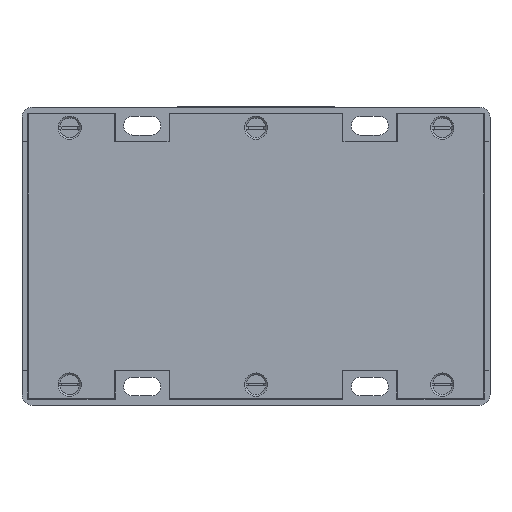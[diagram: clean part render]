
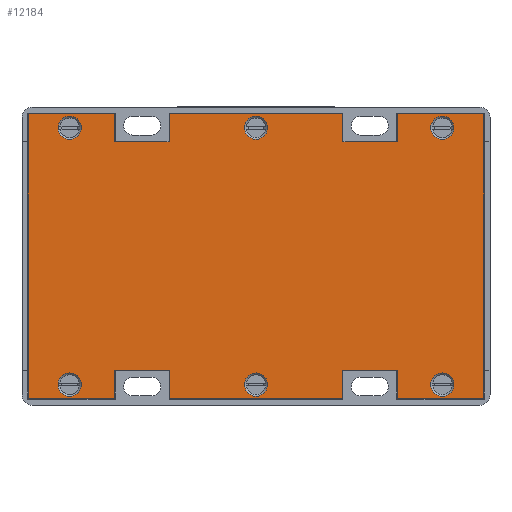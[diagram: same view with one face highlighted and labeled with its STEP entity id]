
A CAD part, front view. The second image highlights one B-rep face of the part: STEP entity #12184.
In plain terms, the highlighted planar face has unit normal (0, -1, 0).
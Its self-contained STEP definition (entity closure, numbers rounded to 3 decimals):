
#565=LINE('',#18030,#2151);
#566=LINE('',#18044,#2152);
#567=LINE('',#18046,#2153);
#568=LINE('',#18048,#2154);
#569=LINE('',#18050,#2155);
#570=LINE('',#18052,#2156);
#571=LINE('',#18054,#2157);
#572=LINE('',#18056,#2158);
#573=LINE('',#18058,#2159);
#574=LINE('',#18060,#2160);
#575=LINE('',#18062,#2161);
#576=LINE('',#18064,#2162);
#577=LINE('',#18066,#2163);
#578=LINE('',#18068,#2164);
#579=LINE('',#18070,#2165);
#580=LINE('',#18072,#2166);
#581=LINE('',#18074,#2167);
#582=LINE('',#18076,#2168);
#583=LINE('',#18078,#2169);
#584=LINE('',#18080,#2170);
#2151=VECTOR('',#14698,1000.);
#2152=VECTOR('',#14713,1000.);
#2153=VECTOR('',#14714,1000.);
#2154=VECTOR('',#14715,1000.);
#2155=VECTOR('',#14716,1000.);
#2156=VECTOR('',#14717,1000.);
#2157=VECTOR('',#14718,1000.);
#2158=VECTOR('',#14719,1000.);
#2159=VECTOR('',#14720,1000.);
#2160=VECTOR('',#14721,1000.);
#2161=VECTOR('',#14722,1000.);
#2162=VECTOR('',#14723,1000.);
#2163=VECTOR('',#14724,1000.);
#2164=VECTOR('',#14725,1000.);
#2165=VECTOR('',#14726,1000.);
#2166=VECTOR('',#14727,1000.);
#2167=VECTOR('',#14728,1000.);
#2168=VECTOR('',#14729,1000.);
#2169=VECTOR('',#14730,1000.);
#2170=VECTOR('',#14731,1000.);
#4157=ORIENTED_EDGE('',*,*,#7248,.T.);
#4158=ORIENTED_EDGE('',*,*,#7249,.T.);
#4159=ORIENTED_EDGE('',*,*,#7250,.T.);
#4160=ORIENTED_EDGE('',*,*,#7251,.T.);
#4161=ORIENTED_EDGE('',*,*,#7252,.T.);
#4162=ORIENTED_EDGE('',*,*,#7253,.T.);
#4163=ORIENTED_EDGE('',*,*,#7254,.F.);
#4164=ORIENTED_EDGE('',*,*,#7247,.F.);
#4165=ORIENTED_EDGE('',*,*,#7255,.F.);
#4166=ORIENTED_EDGE('',*,*,#7256,.F.);
#4167=ORIENTED_EDGE('',*,*,#7257,.T.);
#4168=ORIENTED_EDGE('',*,*,#7258,.T.);
#4169=ORIENTED_EDGE('',*,*,#7259,.T.);
#4170=ORIENTED_EDGE('',*,*,#7260,.F.);
#4171=ORIENTED_EDGE('',*,*,#7261,.F.);
#4172=ORIENTED_EDGE('',*,*,#7262,.F.);
#4173=ORIENTED_EDGE('',*,*,#7263,.F.);
#4174=ORIENTED_EDGE('',*,*,#7264,.F.);
#4175=ORIENTED_EDGE('',*,*,#7265,.F.);
#4176=ORIENTED_EDGE('',*,*,#7266,.F.);
#4177=ORIENTED_EDGE('',*,*,#7267,.T.);
#4178=ORIENTED_EDGE('',*,*,#7268,.T.);
#4179=ORIENTED_EDGE('',*,*,#7269,.T.);
#4180=ORIENTED_EDGE('',*,*,#7270,.F.);
#4181=ORIENTED_EDGE('',*,*,#7271,.F.);
#4182=ORIENTED_EDGE('',*,*,#7272,.F.);
#7247=EDGE_CURVE('',#8850,#8849,#565,.T.);
#7248=EDGE_CURVE('',#8851,#8851,#9648,.T.);
#7249=EDGE_CURVE('',#8852,#8852,#9649,.T.);
#7250=EDGE_CURVE('',#8853,#8853,#9650,.T.);
#7251=EDGE_CURVE('',#8854,#8854,#9651,.T.);
#7252=EDGE_CURVE('',#8855,#8855,#9652,.T.);
#7253=EDGE_CURVE('',#8856,#8856,#9653,.T.);
#7254=EDGE_CURVE('',#8849,#8857,#566,.T.);
#7255=EDGE_CURVE('',#8858,#8850,#567,.T.);
#7256=EDGE_CURVE('',#8859,#8858,#568,.T.);
#7257=EDGE_CURVE('',#8859,#8860,#569,.T.);
#7258=EDGE_CURVE('',#8860,#8861,#570,.T.);
#7259=EDGE_CURVE('',#8861,#8862,#571,.T.);
#7260=EDGE_CURVE('',#8863,#8862,#572,.T.);
#7261=EDGE_CURVE('',#8864,#8863,#573,.T.);
#7262=EDGE_CURVE('',#8865,#8864,#574,.T.);
#7263=EDGE_CURVE('',#8866,#8865,#575,.T.);
#7264=EDGE_CURVE('',#8867,#8866,#576,.T.);
#7265=EDGE_CURVE('',#8868,#8867,#577,.T.);
#7266=EDGE_CURVE('',#8869,#8868,#578,.T.);
#7267=EDGE_CURVE('',#8869,#8870,#579,.T.);
#7268=EDGE_CURVE('',#8870,#8871,#580,.T.);
#7269=EDGE_CURVE('',#8871,#8872,#581,.T.);
#7270=EDGE_CURVE('',#8873,#8872,#582,.T.);
#7271=EDGE_CURVE('',#8874,#8873,#583,.T.);
#7272=EDGE_CURVE('',#8857,#8874,#584,.T.);
#8849=VERTEX_POINT('',#18027);
#8850=VERTEX_POINT('',#18029);
#8851=VERTEX_POINT('',#18033);
#8852=VERTEX_POINT('',#18035);
#8853=VERTEX_POINT('',#18037);
#8854=VERTEX_POINT('',#18039);
#8855=VERTEX_POINT('',#18041);
#8856=VERTEX_POINT('',#18043);
#8857=VERTEX_POINT('',#18045);
#8858=VERTEX_POINT('',#18047);
#8859=VERTEX_POINT('',#18049);
#8860=VERTEX_POINT('',#18051);
#8861=VERTEX_POINT('',#18053);
#8862=VERTEX_POINT('',#18055);
#8863=VERTEX_POINT('',#18057);
#8864=VERTEX_POINT('',#18059);
#8865=VERTEX_POINT('',#18061);
#8866=VERTEX_POINT('',#18063);
#8867=VERTEX_POINT('',#18065);
#8868=VERTEX_POINT('',#18067);
#8869=VERTEX_POINT('',#18069);
#8870=VERTEX_POINT('',#18071);
#8871=VERTEX_POINT('',#18073);
#8872=VERTEX_POINT('',#18075);
#8873=VERTEX_POINT('',#18077);
#8874=VERTEX_POINT('',#18079);
#9648=CIRCLE('',#13297,2.8);
#9649=CIRCLE('',#13298,2.8);
#9650=CIRCLE('',#13299,2.8);
#9651=CIRCLE('',#13300,2.8);
#9652=CIRCLE('',#13301,2.8);
#9653=CIRCLE('',#13302,2.8);
#9871=EDGE_LOOP('',(#4157));
#9872=EDGE_LOOP('',(#4158));
#9873=EDGE_LOOP('',(#4159));
#9874=EDGE_LOOP('',(#4160));
#9875=EDGE_LOOP('',(#4161));
#9876=EDGE_LOOP('',(#4162));
#9877=EDGE_LOOP('',(#4163,#4164,#4165,#4166,#4167,#4168,#4169,#4170,#4171,
#4172,#4173,#4174,#4175,#4176,#4177,#4178,#4179,#4180,#4181,#4182));
#10702=FACE_BOUND('',#9871,.T.);
#10703=FACE_BOUND('',#9872,.T.);
#10704=FACE_BOUND('',#9873,.T.);
#10705=FACE_BOUND('',#9874,.T.);
#10706=FACE_BOUND('',#9875,.T.);
#10707=FACE_BOUND('',#9876,.T.);
#10708=FACE_BOUND('',#9877,.T.);
#11466=PLANE('',#13296);
#12184=ADVANCED_FACE('',(#10702,#10703,#10704,#10705,#10706,#10707,#10708),
#11466,.F.);
#13296=AXIS2_PLACEMENT_3D('',#18031,#14699,#14700);
#13297=AXIS2_PLACEMENT_3D('',#18032,#14701,#14702);
#13298=AXIS2_PLACEMENT_3D('',#18034,#14703,#14704);
#13299=AXIS2_PLACEMENT_3D('',#18036,#14705,#14706);
#13300=AXIS2_PLACEMENT_3D('',#18038,#14707,#14708);
#13301=AXIS2_PLACEMENT_3D('',#18040,#14709,#14710);
#13302=AXIS2_PLACEMENT_3D('',#18042,#14711,#14712);
#14698=DIRECTION('',(-1.,0.,0.));
#14699=DIRECTION('',(0.,1.,0.));
#14700=DIRECTION('',(0.,0.,1.));
#14701=DIRECTION('',(0.,1.,0.));
#14702=DIRECTION('',(0.,0.,1.));
#14703=DIRECTION('',(0.,1.,0.));
#14704=DIRECTION('',(0.,0.,1.));
#14705=DIRECTION('',(0.,1.,0.));
#14706=DIRECTION('',(0.,0.,1.));
#14707=DIRECTION('',(0.,1.,0.));
#14708=DIRECTION('',(0.,0.,1.));
#14709=DIRECTION('',(0.,1.,0.));
#14710=DIRECTION('',(0.,0.,1.));
#14711=DIRECTION('',(0.,1.,0.));
#14712=DIRECTION('',(0.,0.,1.));
#14713=DIRECTION('',(0.,0.,1.));
#14714=DIRECTION('',(0.,0.,-1.));
#14715=DIRECTION('',(1.,0.,0.));
#14716=DIRECTION('',(0.,0.,-1.));
#14717=DIRECTION('',(-1.,0.,0.));
#14718=DIRECTION('',(0.,0.,1.));
#14719=DIRECTION('',(1.,0.,0.));
#14720=DIRECTION('',(0.,0.,1.));
#14721=DIRECTION('',(1.,0.,0.));
#14722=DIRECTION('',(0.,0.,-1.));
#14723=DIRECTION('',(1.,0.,0.));
#14724=DIRECTION('',(0.,0.,1.));
#14725=DIRECTION('',(-1.,0.,0.));
#14726=DIRECTION('',(0.,0.,1.));
#14727=DIRECTION('',(1.,0.,0.));
#14728=DIRECTION('',(0.,0.,-1.));
#14729=DIRECTION('',(-1.,0.,0.));
#14730=DIRECTION('',(0.,0.,-1.));
#14731=DIRECTION('',(-1.,0.,0.));
#18027=CARTESIAN_POINT('',(34.1,0.,-34.4));
#18029=CARTESIAN_POINT('',(55.05,0.,-34.4));
#18030=CARTESIAN_POINT('',(27.55,0.,-34.4));
#18031=CARTESIAN_POINT('',(0.,0.,0.));
#18032=CARTESIAN_POINT('',(45.,0.,-31.));
#18033=CARTESIAN_POINT('',(45.,0.,-28.2));
#18034=CARTESIAN_POINT('',(45.,0.,31.));
#18035=CARTESIAN_POINT('',(45.,0.,33.8));
#18036=CARTESIAN_POINT('',(0.,0.,31.));
#18037=CARTESIAN_POINT('',(0.,0.,33.8));
#18038=CARTESIAN_POINT('',(-45.,0.,31.));
#18039=CARTESIAN_POINT('',(-45.,0.,33.8));
#18040=CARTESIAN_POINT('',(0.,0.,-31.));
#18041=CARTESIAN_POINT('',(0.,0.,-28.2));
#18042=CARTESIAN_POINT('',(-45.,0.,-31.));
#18043=CARTESIAN_POINT('',(-45.,0.,-28.2));
#18044=CARTESIAN_POINT('',(34.1,0.,-34.4));
#18045=CARTESIAN_POINT('',(34.1,0.,-27.6));
#18046=CARTESIAN_POINT('',(55.05,0.,34.4));
#18047=CARTESIAN_POINT('',(55.05,0.,34.4));
#18048=CARTESIAN_POINT('',(-27.55,0.,34.4));
#18049=CARTESIAN_POINT('',(34.1,0.,34.4));
#18050=CARTESIAN_POINT('',(34.1,0.,34.4));
#18051=CARTESIAN_POINT('',(34.1,0.,27.6));
#18052=CARTESIAN_POINT('',(34.1,0.,27.6));
#18053=CARTESIAN_POINT('',(20.9,0.,27.6));
#18054=CARTESIAN_POINT('',(20.9,0.,27.6));
#18055=CARTESIAN_POINT('',(20.9,0.,34.4));
#18056=CARTESIAN_POINT('',(-27.55,0.,34.4));
#18057=CARTESIAN_POINT('',(-20.9,0.,34.4));
#18058=CARTESIAN_POINT('',(-20.9,0.,0.));
#18059=CARTESIAN_POINT('',(-20.9,0.,27.6));
#18060=CARTESIAN_POINT('',(0.,0.,27.6));
#18061=CARTESIAN_POINT('',(-34.1,0.,27.6));
#18062=CARTESIAN_POINT('',(-34.1,0.,0.));
#18063=CARTESIAN_POINT('',(-34.1,0.,34.4));
#18064=CARTESIAN_POINT('',(-27.55,0.,34.4));
#18065=CARTESIAN_POINT('',(-55.05,0.,34.4));
#18066=CARTESIAN_POINT('',(-55.05,0.,-34.4));
#18067=CARTESIAN_POINT('',(-55.05,0.,-34.4));
#18068=CARTESIAN_POINT('',(27.55,0.,-34.4));
#18069=CARTESIAN_POINT('',(-34.1,0.,-34.4));
#18070=CARTESIAN_POINT('',(-34.1,0.,0.));
#18071=CARTESIAN_POINT('',(-34.1,0.,-27.6));
#18072=CARTESIAN_POINT('',(0.,0.,-27.6));
#18073=CARTESIAN_POINT('',(-20.9,0.,-27.6));
#18074=CARTESIAN_POINT('',(-20.9,0.,0.));
#18075=CARTESIAN_POINT('',(-20.9,0.,-34.4));
#18076=CARTESIAN_POINT('',(27.55,0.,-34.4));
#18077=CARTESIAN_POINT('',(20.9,0.,-34.4));
#18078=CARTESIAN_POINT('',(20.9,0.,-27.6));
#18079=CARTESIAN_POINT('',(20.9,0.,-27.6));
#18080=CARTESIAN_POINT('',(34.1,0.,-27.6));
